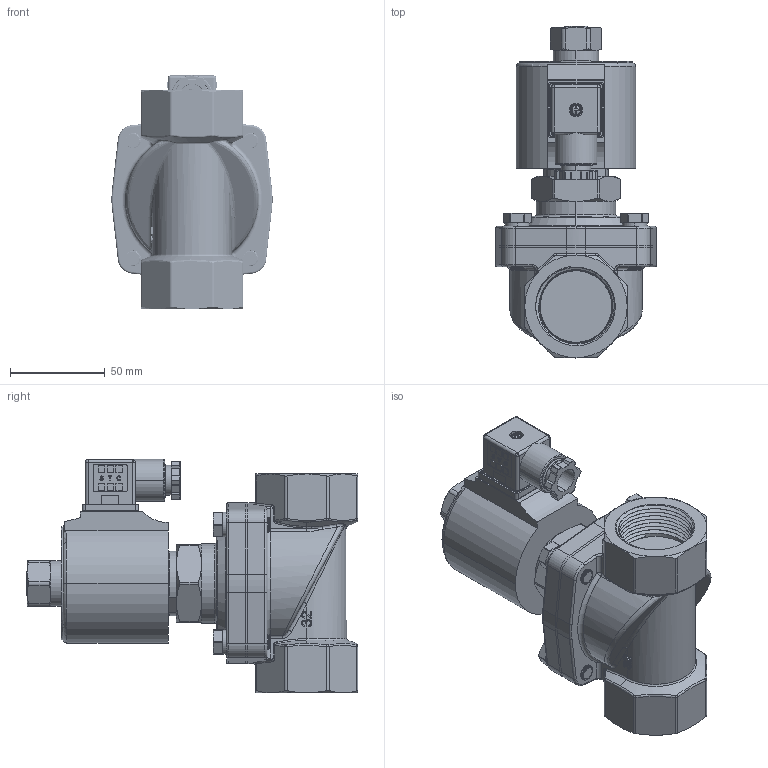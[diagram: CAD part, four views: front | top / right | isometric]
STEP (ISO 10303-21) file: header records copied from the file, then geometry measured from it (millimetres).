
FILE_DESCRIPTION (( 'STEP AP214' ), '1' );
FILE_NAME ('2SO350-1-1-4.STEP', '2018-11-08T19:31:52', ( '' ), ( '' ), 'SwSTEP 2.0', 'SolidWorks 2016', '' );
FILE_SCHEMA (( 'AUTOMOTIVE_DESIGN' ));
Length unit declared in the file: millimetre
Products named in the file (1): 2SO350-1-1-4
Bounding box: 84.94 x 175 x 123.28 mm (x, y, z)
Volume: 600485.7 mm3; surface area: 142411.3 mm2
Topology: 24 solids, 24 shells, 1796 faces, 4895 edges, 3187 vertices
Faces by surface type: cylinder 732, plane 672, bspline 169, cone 146, torus 52, sphere 25
Entity records: 135804 total; most frequent: CARTESIAN_POINT 74285, ORIENTED_EDGE 9766, DIRECTION 7182, EDGE_CURVE 4883, VERTEX_POINT 3187, AXIS2_PLACEMENT_3D 2408, VECTOR 2366, LINE 2366
